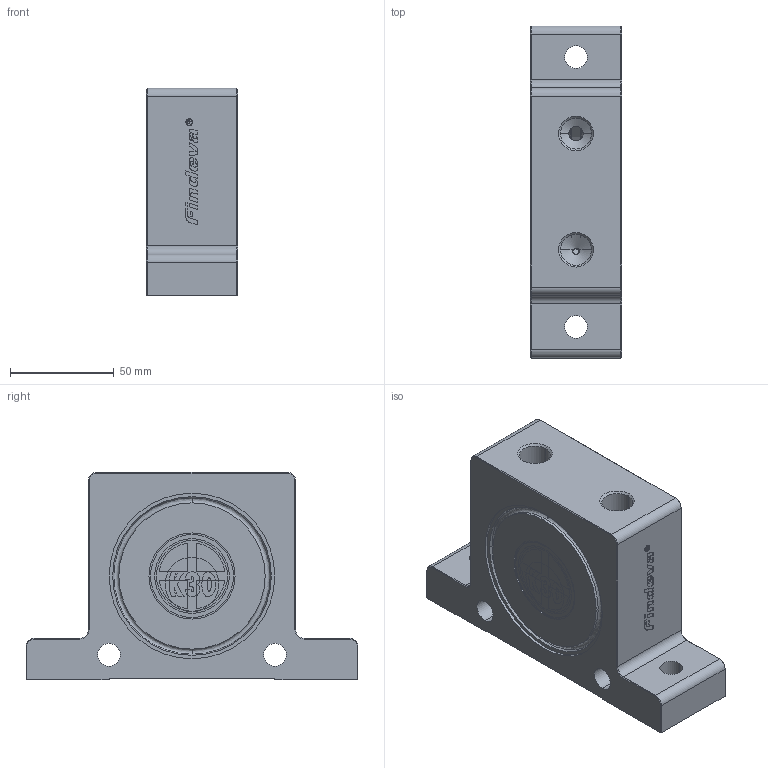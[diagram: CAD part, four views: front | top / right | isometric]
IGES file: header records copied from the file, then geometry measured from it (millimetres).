
Global section: file name: No Iges File Name specified; native system: Autodesk Inventor 2011; preprocessor: AutoDesk Inventor Iges Exporter R2011; author: Petr; date: 20120415.222729; units: millimetre
Bounding box: 44 x 160 x 100 mm (x, y, z)
Volume: 281576.4 mm3; surface area: 76634.8 mm2
Topology: 1 solids, 1 shells, 414 faces, 1050 edges, 689 vertices
Faces by surface type: plane 205, revolution 89, bspline 70, cylinder 38, cone 12
